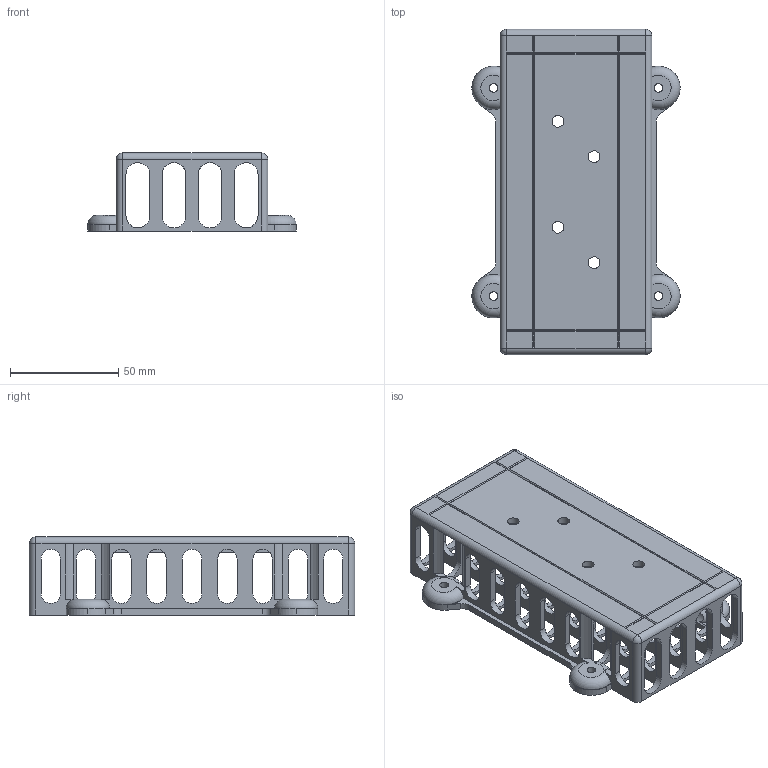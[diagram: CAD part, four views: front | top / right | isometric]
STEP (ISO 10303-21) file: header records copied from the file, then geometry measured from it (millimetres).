
FILE_DESCRIPTION(('FreeCAD Model'),'2;1');
FILE_NAME('Open CASCADE Shape Model','2025-09-25T22:52:37',(''),(''), 'Open CASCADE STEP processor 7.6','FreeCAD','Unknown');
FILE_SCHEMA(('AUTOMOTIVE_DESIGN { 1 0 10303 214 1 1 1 1 }'));
Length unit declared in the file: millimetre
Products named in the file (1): module_plaster_tray_light
Bounding box: 96 x 150 x 36 mm (x, y, z)
Volume: 92747.6 mm3; surface area: 76502.7 mm2
Topology: 1 solids, 1 shells, 739 faces, 2164 edges, 1424 vertices
Faces by surface type: plane 461, cylinder 222, bspline 32, torus 16, sphere 4, revolution 4
Full cylindrical faces by diameter (mm): 4 x4, 5.4 x4
Entity records: 27646 total; most frequent: CARTESIAN_POINT 7442, ORIENTED_EDGE 4320, DIRECTION 4008, EDGE_CURVE 2160, LINE 1468, VECTOR 1468, VERTEX_POINT 1424, AXIS2_PLACEMENT_3D 1268
